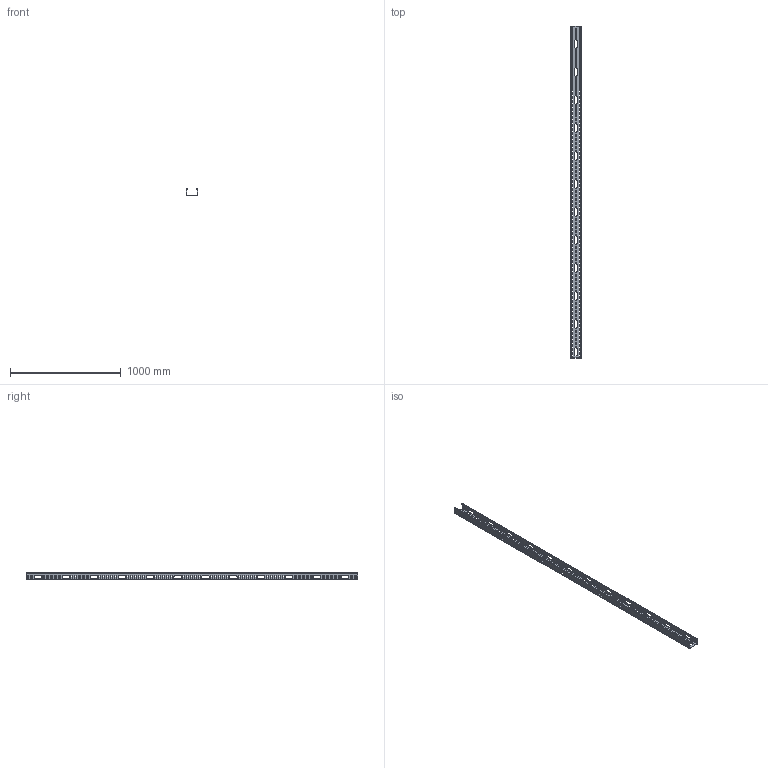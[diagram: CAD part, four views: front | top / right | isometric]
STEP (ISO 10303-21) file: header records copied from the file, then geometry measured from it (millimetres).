
FILE_DESCRIPTION(/* description */ (''),/* implementation_level */ '2;1');
FILE_NAME(/* name */ 'KAP100H60_3.stp',/* time_stamp */ '2020-05-21T12:05:28+02:00',/* author */ ('NB06DT_User'),/* organization */ (''),/* preprocessor_version */ 'ST-DEVELOPER v18.1',/* originating_system */ 'Autodesk Inventor 2021',/* authorisation */ '');
FILE_SCHEMA (('AUTOMOTIVE_DESIGN { 1 0 10303 214 3 1 1 }'));
Products named in the file (1): KAJ100H60_3
Bounding box: 100.41 x 3000 x 59.97 mm (x, y, z)
Volume: 850025.5 mm3; surface area: 1189720.5 mm2
Topology: 1 solids, 1 shells, 2198 faces, 6524 edges, 4328 vertices
Faces by surface type: plane 1118, cylinder 1080
Entity records: 76101 total; most frequent: DIRECTION 13082, CARTESIAN_POINT 13051, ORIENTED_EDGE 13048, EDGE_CURVE 6524, LINE 4364, VECTOR 4364, AXIS2_PLACEMENT_3D 4359, VERTEX_POINT 4328
